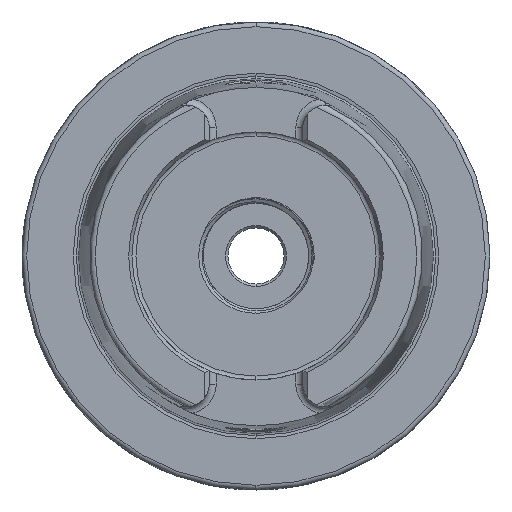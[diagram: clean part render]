
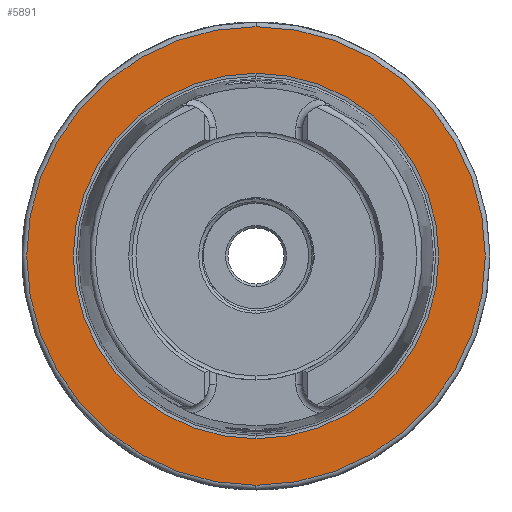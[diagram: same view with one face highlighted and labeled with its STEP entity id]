
A CAD part, left-side view. The second image highlights one B-rep face of the part: STEP entity #5891.
In plain terms, the highlighted planar face has unit normal (-1, 0, 0).
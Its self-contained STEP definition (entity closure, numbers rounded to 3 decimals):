
#1376 = CARTESIAN_POINT ( 'NONE',  ( 0., 0., 0. ) ) ;
#1377 = DIRECTION ( 'NONE',  ( 1., 0., 0. ) ) ;
#1378 = DIRECTION ( 'NONE',  ( 0., 0., -1. ) ) ;
#1379 = CARTESIAN_POINT ( 'NONE',  ( 0., 0., 0. ) ) ;
#1380 = DIRECTION ( 'NONE',  ( -1., 0., 0. ) ) ;
#1381 = DIRECTION ( 'NONE',  ( 0., 0., 1. ) ) ;
#2835 = ORIENTED_EDGE ( 'NONE', *, *, #5650, .T. ) ;
#2836 = ORIENTED_EDGE ( 'NONE', *, *, #18642, .T. ) ;
#2837 = ORIENTED_EDGE ( 'NONE', *, *, #18627, .T. ) ;
#2838 = ORIENTED_EDGE ( 'NONE', *, *, #5646, .T. ) ;
#2946 = VERTEX_POINT ( 'NONE', #12201 ) ;
#2951 = VERTEX_POINT ( 'NONE', #12206 ) ;
#2968 = VERTEX_POINT ( 'NONE', #12223 ) ;
#3005 = VERTEX_POINT ( 'NONE', #13547 ) ;
#4302 = EDGE_LOOP ( 'NONE', ( #2838, #2837 ) ) ;
#4303 = EDGE_LOOP ( 'NONE', ( #2835, #2836 ) ) ;
#5646 = EDGE_CURVE ( 'NONE', #3005, #2946, #6130, .T. ) ;
#5650 = EDGE_CURVE ( 'NONE', #2951, #2968, #6133, .T. ) ;
#5891 = ADVANCED_FACE ( 'NONE', ( #6643, #6646 ), #14580, .T. ) ;
#6130 = CIRCLE ( 'NONE', #6560, 39.054 ) ;
#6133 = CIRCLE ( 'NONE', #6566, 49. ) ;
#6560 = AXIS2_PLACEMENT_3D ( 'NONE', #19384, #19388, #19389 ) ;
#6566 = AXIS2_PLACEMENT_3D ( 'NONE', #19399, #19400, #19401 ) ;
#6643 = FACE_OUTER_BOUND ( 'NONE', #4303, .T. ) ;
#6646 = FACE_BOUND ( 'NONE', #4302, .T. ) ;
#6648 = AXIS2_PLACEMENT_3D ( 'NONE', #14581, #14582, #14583 ) ;
#12201 = CARTESIAN_POINT ( 'NONE',  ( 0., 0., -39.054 ) ) ;
#12206 = CARTESIAN_POINT ( 'NONE',  ( 0., 0., 49. ) ) ;
#12223 = CARTESIAN_POINT ( 'NONE',  ( 0., 0., -49. ) ) ;
#12927 = AXIS2_PLACEMENT_3D ( 'NONE', #1379, #1380, #1381 ) ;
#12928 = AXIS2_PLACEMENT_3D ( 'NONE', #1376, #1377, #1378 ) ;
#13547 = CARTESIAN_POINT ( 'NONE',  ( 0., 0., 39.054 ) ) ;
#14580 = PLANE ( 'NONE',  #6648 ) ;
#14581 = CARTESIAN_POINT ( 'NONE',  ( 0., 39.054, 0. ) ) ;
#14582 = DIRECTION ( 'NONE',  ( -1., 0., 0. ) ) ;
#14583 = DIRECTION ( 'NONE',  ( 0., 0., 1. ) ) ;
#18627 = EDGE_CURVE ( 'NONE', #2946, #3005, #19285, .T. ) ;
#18642 = EDGE_CURVE ( 'NONE', #2968, #2951, #19286, .T. ) ;
#19285 = CIRCLE ( 'NONE', #12928, 39.054 ) ;
#19286 = CIRCLE ( 'NONE', #12927, 49. ) ;
#19384 = CARTESIAN_POINT ( 'NONE',  ( 0., 0., 0. ) ) ;
#19388 = DIRECTION ( 'NONE',  ( 1., 0., 0. ) ) ;
#19389 = DIRECTION ( 'NONE',  ( 0., 0., -1. ) ) ;
#19399 = CARTESIAN_POINT ( 'NONE',  ( 0., 0., 0. ) ) ;
#19400 = DIRECTION ( 'NONE',  ( -1., 0., 0. ) ) ;
#19401 = DIRECTION ( 'NONE',  ( 0., 0., 1. ) ) ;
